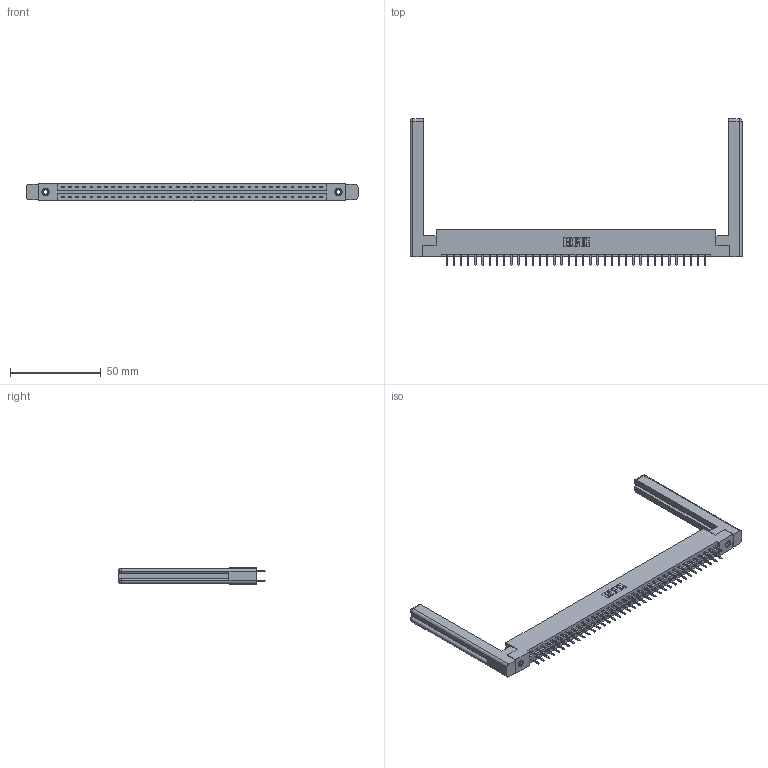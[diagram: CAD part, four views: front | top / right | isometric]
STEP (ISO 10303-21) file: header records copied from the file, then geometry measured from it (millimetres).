
FILE_DESCRIPTION (( 'STEP AP203' ), '1' );
FILE_NAME ('387-074-520-258.STEP', '2019-10-22T01:02:50', ( '' ), ( '' ), 'SwSTEP 2.0', 'SolidWorks 2016', '' );
FILE_SCHEMA (( 'CONFIG_CONTROL_DESIGN' ));
Length unit declared in the file: inch
Products named in the file (5): 387-074-520-258; 345-292-001_345-293-120; 345-250-001_345-250-001-102; 337 Part_Flush Mounting Lugs - 0.156 Dia-TI; 307-220-058
Assembly tree (79 placements, depth 2):
  387-074-520-258
    337 Part_Flush Mounting Lugs - 0.156 Dia-TI
    345-292-001_345-293-120  x74
    345-250-001_345-250-001-102  x2
    307-220-058  x2
Bounding box: 183.24 x 81.11 x 9.4 mm (x, y, z)
Volume: 26354.1 mm3; surface area: 26624.3 mm2
Topology: 79 solids, 79 shells, 4548 faces, 13171 edges, 8570 vertices
Faces by surface type: plane 3114, cylinder 1410, cone 12, torus 12
Entity records: 32082 total; most frequent: CARTESIAN_POINT 5429, ORIENTED_EDGE 5292, DIRECTION 4630, EDGE_CURVE 2646, VECTOR 2466, LINE 2466, VERTEX_POINT 1754, AXIS2_PLACEMENT_3D 1082
